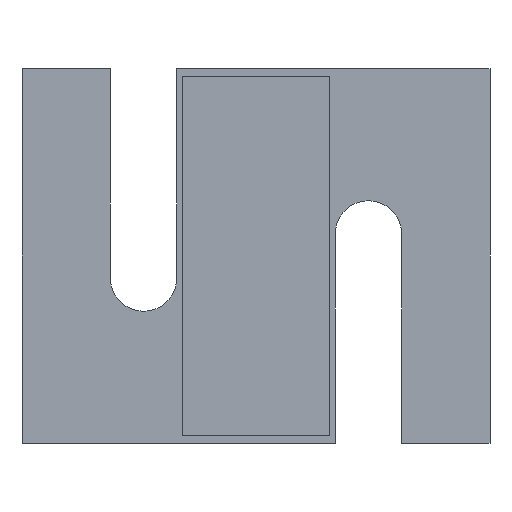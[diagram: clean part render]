
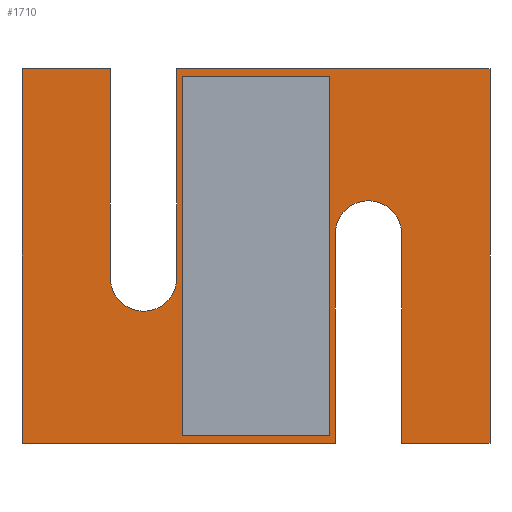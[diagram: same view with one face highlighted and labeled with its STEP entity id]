
A CAD part, front view. The second image highlights one B-rep face of the part: STEP entity #1710.
In plain terms, the highlighted planar face has unit normal (0, -1, 0).
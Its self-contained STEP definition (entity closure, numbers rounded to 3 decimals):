
#100=CARTESIAN_POINT('',(-45.75,-130.15,-95.6));
#110=VERTEX_POINT('',#100);
#280=CARTESIAN_POINT('',(-65.75,-130.15,-95.6));
#290=VERTEX_POINT('',#280);
#320=CARTESIAN_POINT('',(-65.75,-130.15,-95.6));
#330=DIRECTION('',(1.,0.,0.));
#340=VECTOR('',#330,1.);
#350=LINE('',#320,#340);
#360=EDGE_CURVE('',#290,#110,#350,.T.);
#410=CARTESIAN_POINT('',(0.,-130.15,0.));
#420=DIRECTION('',(0.,-1.,0.));
#430=DIRECTION('',(-1.,0.,0.));
#440=AXIS2_PLACEMENT_3D('',#410,#420,#430);
#450=PLANE('',#440);
#460=CARTESIAN_POINT('',(-71.,-130.15,-123.));
#470=DIRECTION('',(-0.,1.,0.));
#480=DIRECTION('',(1.,0.,0.));
#490=AXIS2_PLACEMENT_3D('',#460,#470,#480);
#500=CIRCLE('',#490,4.5);
#510=CARTESIAN_POINT('',(-66.5,-130.15,-123.));
#520=VERTEX_POINT('',#510);
#530=CARTESIAN_POINT('',(-75.5,-130.15,-123.));
#540=VERTEX_POINT('',#530);
#550=EDGE_CURVE('',#520,#540,#500,.T.);
#560=ORIENTED_EDGE('',*,*,#550,.T.);
#570=CARTESIAN_POINT('',(-66.5,-130.15,-123.));
#580=DIRECTION('',(0.,0.,1.));
#590=VECTOR('',#580,1.);
#600=LINE('',#570,#590);
#610=CARTESIAN_POINT('',(-66.5,-130.15,-94.6));
#620=VERTEX_POINT('',#610);
#630=EDGE_CURVE('',#520,#620,#600,.T.);
#640=ORIENTED_EDGE('',*,*,#630,.F.);
#650=CARTESIAN_POINT('',(-66.5,-130.15,-94.6));
#660=DIRECTION('',(1.,0.,0.));
#670=VECTOR('',#660,1.);
#680=LINE('',#650,#670);
#690=CARTESIAN_POINT('',(-24.,-130.15,-94.6));
#700=VERTEX_POINT('',#690);
#710=EDGE_CURVE('',#620,#700,#680,.T.);
#720=ORIENTED_EDGE('',*,*,#710,.F.);
#730=CARTESIAN_POINT('',(-24.,-130.15,-94.6));
#740=DIRECTION('',(0.,0.,-1.));
#750=VECTOR('',#740,1.);
#760=LINE('',#730,#750);
#770=CARTESIAN_POINT('',(-24.,-130.15,-145.4));
#780=VERTEX_POINT('',#770);
#790=EDGE_CURVE('',#700,#780,#760,.T.);
#800=ORIENTED_EDGE('',*,*,#790,.F.);
#810=CARTESIAN_POINT('',(-24.,-130.15,-145.4));
#820=DIRECTION('',(-1.,0.,0.));
#830=VECTOR('',#820,1.);
#840=LINE('',#810,#830);
#850=CARTESIAN_POINT('',(-36.,-130.15,-145.4));
#860=VERTEX_POINT('',#850);
#870=EDGE_CURVE('',#780,#860,#840,.T.);
#880=ORIENTED_EDGE('',*,*,#870,.F.);
#890=CARTESIAN_POINT('',(-36.,-130.15,-145.4));
#900=DIRECTION('',(0.,0.,1.));
#910=VECTOR('',#900,1.);
#920=LINE('',#890,#910);
#930=CARTESIAN_POINT('',(-36.,-130.15,-117.));
#940=VERTEX_POINT('',#930);
#950=EDGE_CURVE('',#860,#940,#920,.T.);
#960=ORIENTED_EDGE('',*,*,#950,.F.);
#970=CARTESIAN_POINT('',(-40.5,-130.15,-117.));
#980=DIRECTION('',(0.,1.,0.));
#990=DIRECTION('',(-1.,0.,0.));
#1000=AXIS2_PLACEMENT_3D('',#970,#980,#990);
#1010=CIRCLE('',#1000,4.5);
#1020=CARTESIAN_POINT('',(-45.,-130.15,-117.));
#1030=VERTEX_POINT('',#1020);
#1040=EDGE_CURVE('',#1030,#940,#1010,.T.);
#1050=ORIENTED_EDGE('',*,*,#1040,.T.);
#1060=CARTESIAN_POINT('',(-45.,-130.15,-117.));
#1070=DIRECTION('',(0.,0.,-1.));
#1080=VECTOR('',#1070,1.);
#1090=LINE('',#1060,#1080);
#1100=CARTESIAN_POINT('',(-45.,-130.15,-145.4));
#1110=VERTEX_POINT('',#1100);
#1120=EDGE_CURVE('',#1030,#1110,#1090,.T.);
#1130=ORIENTED_EDGE('',*,*,#1120,.F.);
#1140=CARTESIAN_POINT('',(-45.,-130.15,-145.4));
#1150=DIRECTION('',(-1.,0.,0.));
#1160=VECTOR('',#1150,1.);
#1170=LINE('',#1140,#1160);
#1180=CARTESIAN_POINT('',(-87.5,-130.15,-145.4));
#1190=VERTEX_POINT('',#1180);
#1200=EDGE_CURVE('',#1110,#1190,#1170,.T.);
#1210=ORIENTED_EDGE('',*,*,#1200,.F.);
#1220=CARTESIAN_POINT('',(-87.5,-130.15,-145.4));
#1230=DIRECTION('',(0.,0.,1.));
#1240=VECTOR('',#1230,1.);
#1250=LINE('',#1220,#1240);
#1260=CARTESIAN_POINT('',(-87.5,-130.15,-94.6));
#1270=VERTEX_POINT('',#1260);
#1280=EDGE_CURVE('',#1190,#1270,#1250,.T.);
#1290=ORIENTED_EDGE('',*,*,#1280,.F.);
#1300=CARTESIAN_POINT('',(-87.5,-130.15,-94.6));
#1310=DIRECTION('',(1.,0.,0.));
#1320=VECTOR('',#1310,1.);
#1330=LINE('',#1300,#1320);
#1340=CARTESIAN_POINT('',(-75.5,-130.15,-94.6));
#1350=VERTEX_POINT('',#1340);
#1360=EDGE_CURVE('',#1270,#1350,#1330,.T.);
#1370=ORIENTED_EDGE('',*,*,#1360,.F.);
#1380=CARTESIAN_POINT('',(-75.5,-130.15,-94.6));
#1390=DIRECTION('',(0.,0.,-1.));
#1400=VECTOR('',#1390,1.);
#1410=LINE('',#1380,#1400);
#1420=EDGE_CURVE('',#1350,#540,#1410,.T.);
#1430=ORIENTED_EDGE('',*,*,#1420,.F.);
#1440=EDGE_LOOP('',(#1430,#1370,#1290,#1210,#1130,#1050,#960,#880,#800,
#720,#640,#560));
#1450=FACE_OUTER_BOUND('',#1440,.T.);
#1460=CARTESIAN_POINT('',(-45.75,-130.15,-95.6));
#1470=DIRECTION('',(0.,0.,-1.));
#1480=VECTOR('',#1470,1.);
#1490=LINE('',#1460,#1480);
#1500=CARTESIAN_POINT('',(-45.75,-130.15,-144.4));
#1510=VERTEX_POINT('',#1500);
#1520=EDGE_CURVE('',#110,#1510,#1490,.T.);
#1530=ORIENTED_EDGE('',*,*,#1520,.T.);
#1540=ORIENTED_EDGE('',*,*,#360,.T.);
#1550=CARTESIAN_POINT('',(-65.75,-130.15,-144.4));
#1560=DIRECTION('',(0.,0.,1.));
#1570=VECTOR('',#1560,1.);
#1580=LINE('',#1550,#1570);
#1590=CARTESIAN_POINT('',(-65.75,-130.15,-144.4));
#1600=VERTEX_POINT('',#1590);
#1610=EDGE_CURVE('',#1600,#290,#1580,.T.);
#1620=ORIENTED_EDGE('',*,*,#1610,.T.);
#1630=CARTESIAN_POINT('',(-45.75,-130.15,-144.4));
#1640=DIRECTION('',(-1.,0.,0.));
#1650=VECTOR('',#1640,1.);
#1660=LINE('',#1630,#1650);
#1670=EDGE_CURVE('',#1510,#1600,#1660,.T.);
#1680=ORIENTED_EDGE('',*,*,#1670,.T.);
#1690=EDGE_LOOP('',(#1680,#1620,#1540,#1530));
#1700=FACE_BOUND('',#1690,.T.);
#1710=ADVANCED_FACE('',(#1450,#1700),#450,.T.);
